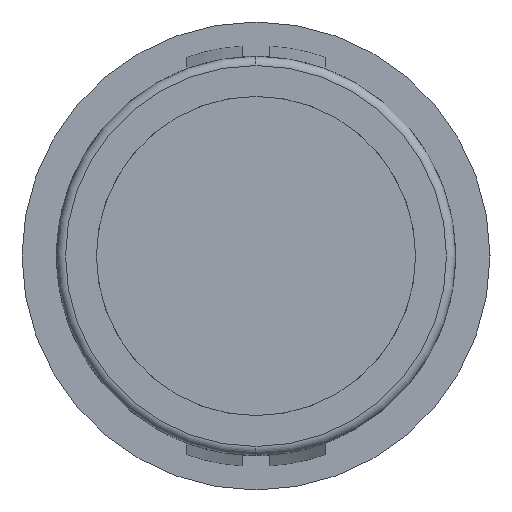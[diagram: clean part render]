
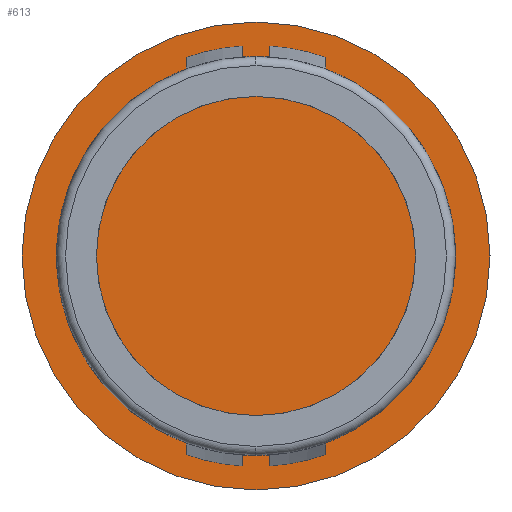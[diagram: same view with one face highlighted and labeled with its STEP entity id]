
A CAD part, front view. The second image highlights one B-rep face of the part: STEP entity #613.
In plain terms, the highlighted planar face has unit normal (0, -1, 0).
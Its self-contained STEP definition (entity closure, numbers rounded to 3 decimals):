
#5 = EDGE_CURVE ( 'NONE', #285, #357, #87, .T. ) ;
#14 = EDGE_CURVE ( 'NONE', #348, #283, #1316, .T. ) ;
#50 = ORIENTED_EDGE ( 'NONE', *, *, #647, .T. ) ;
#54 = ORIENTED_EDGE ( 'NONE', *, *, #1864, .F. ) ;
#56 = ORIENTED_EDGE ( 'NONE', *, *, #14, .T. ) ;
#58 = ORIENTED_EDGE ( 'NONE', *, *, #1614, .T. ) ;
#66 = ORIENTED_EDGE ( 'NONE', *, *, #1853, .T. ) ;
#87 = LINE ( 'NONE', #88, #1304 ) ;
#88 = CARTESIAN_POINT ( 'NONE',  ( -5.35, 0., -12.9 ) ) ;
#89 = DIRECTION ( 'NONE',  ( 0., 0., 1. ) ) ;
#111 = PLANE ( 'NONE',  #1628 ) ;
#112 = CARTESIAN_POINT ( 'NONE',  ( -11.6, 0., 0. ) ) ;
#113 = DIRECTION ( 'NONE',  ( 0., -1., 0. ) ) ;
#114 = DIRECTION ( 'NONE',  ( 0., 0., -1. ) ) ;
#218 = CARTESIAN_POINT ( 'NONE',  ( 0., 0., 0. ) ) ;
#225 = DIRECTION ( 'NONE',  ( 0., -1., 0. ) ) ;
#226 = DIRECTION ( 'NONE',  ( 0., 0., -1. ) ) ;
#283 = VERTEX_POINT ( 'NONE', #953 ) ;
#285 = VERTEX_POINT ( 'NONE', #955 ) ;
#295 = VERTEX_POINT ( 'NONE', #965 ) ;
#312 = VERTEX_POINT ( 'NONE', #982 ) ;
#317 = VERTEX_POINT ( 'NONE', #987 ) ;
#321 = VERTEX_POINT ( 'NONE', #991 ) ;
#345 = VERTEX_POINT ( 'NONE', #1015 ) ;
#348 = VERTEX_POINT ( 'NONE', #1018 ) ;
#357 = VERTEX_POINT ( 'NONE', #1027 ) ;
#358 = VERTEX_POINT ( 'NONE', #1028 ) ;
#446 = LINE ( 'NONE', #447, #1699 ) ;
#447 = CARTESIAN_POINT ( 'NONE',  ( -5.35, 0., -12.9 ) ) ;
#448 = DIRECTION ( 'NONE',  ( 0., 0., 1. ) ) ;
#484 = LINE ( 'NONE', #485, #1701 ) ;
#485 = CARTESIAN_POINT ( 'NONE',  ( 5.35, 0., -12.9 ) ) ;
#486 = DIRECTION ( 'NONE',  ( 0., 0., 1. ) ) ;
#573 = CIRCLE ( 'NONE', #1723, 8.8 ) ;
#577 = CIRCLE ( 'NONE', #1751, 12.9 ) ;
#613 = ADVANCED_FACE ( 'NONE', ( #1466, #1464, #1303 ), #111, .T. ) ;
#647 = EDGE_CURVE ( 'NONE', #321, #357, #573, .T. ) ;
#765 = CARTESIAN_POINT ( 'NONE',  ( 0., 0., 0. ) ) ;
#766 = DIRECTION ( 'NONE',  ( 0., 1., 0. ) ) ;
#767 = DIRECTION ( 'NONE',  ( 0., 0., -1. ) ) ;
#778 = CARTESIAN_POINT ( 'NONE',  ( 0., 0., 0. ) ) ;
#785 = DIRECTION ( 'NONE',  ( 0., 1., 0. ) ) ;
#786 = DIRECTION ( 'NONE',  ( 0., 0., -1. ) ) ;
#818 = CARTESIAN_POINT ( 'NONE',  ( 0., 0., 0. ) ) ;
#819 = DIRECTION ( 'NONE',  ( 0., 1., 0. ) ) ;
#820 = DIRECTION ( 'NONE',  ( 0., 0., 1. ) ) ;
#855 = VECTOR ( 'NONE', #1318, 1000. ) ;
#869 = ORIENTED_EDGE ( 'NONE', *, *, #5, .F. ) ;
#893 = ORIENTED_EDGE ( 'NONE', *, *, #1435, .F. ) ;
#911 = ORIENTED_EDGE ( 'NONE', *, *, #1848, .T. ) ;
#922 = ORIENTED_EDGE ( 'NONE', *, *, #1936, .T. ) ;
#953 = CARTESIAN_POINT ( 'NONE',  ( 5.35, 0., -6.987 ) ) ;
#955 = CARTESIAN_POINT ( 'NONE',  ( -5.35, 0., -9.611 ) ) ;
#965 = CARTESIAN_POINT ( 'NONE',  ( 0., 0., -12.9 ) ) ;
#982 = CARTESIAN_POINT ( 'NONE',  ( 0., 0., 12.9 ) ) ;
#987 = CARTESIAN_POINT ( 'NONE',  ( 5.35, 0., 9.611 ) ) ;
#991 = CARTESIAN_POINT ( 'NONE',  ( -5.35, 0., 6.987 ) ) ;
#1015 = CARTESIAN_POINT ( 'NONE',  ( -5.35, 0., 9.611 ) ) ;
#1018 = CARTESIAN_POINT ( 'NONE',  ( 5.35, 0., -9.611 ) ) ;
#1027 = CARTESIAN_POINT ( 'NONE',  ( -5.35, 0., -6.987 ) ) ;
#1028 = CARTESIAN_POINT ( 'NONE',  ( 5.35, 0., 6.987 ) ) ;
#1121 = CARTESIAN_POINT ( 'NONE',  ( 0., 0., 0. ) ) ;
#1122 = DIRECTION ( 'NONE',  ( 0., 1., 0. ) ) ;
#1123 = DIRECTION ( 'NONE',  ( 0., 0., 1. ) ) ;
#1303 = FACE_OUTER_BOUND ( 'NONE', #1413, .T. ) ;
#1304 = VECTOR ( 'NONE', #89, 1000. ) ;
#1316 = LINE ( 'NONE', #1317, #855 ) ;
#1317 = CARTESIAN_POINT ( 'NONE',  ( 5.35, 0., -12.9 ) ) ;
#1318 = DIRECTION ( 'NONE',  ( 0., 0., 1. ) ) ;
#1399 = EDGE_LOOP ( 'NONE', ( #58, #66, #56, #922 ) ) ;
#1413 = EDGE_LOOP ( 'NONE', ( #54, #893 ) ) ;
#1422 = EDGE_LOOP ( 'NONE', ( #869, #911, #1837, #50 ) ) ;
#1435 = EDGE_CURVE ( 'NONE', #295, #312, #577, .T. ) ;
#1464 = FACE_BOUND ( 'NONE', #1399, .T. ) ;
#1466 = FACE_BOUND ( 'NONE', #1422, .T. ) ;
#1502 = CARTESIAN_POINT ( 'NONE',  ( 0., 0., 0. ) ) ;
#1509 = DIRECTION ( 'NONE',  ( 0., -1., 0. ) ) ;
#1510 = DIRECTION ( 'NONE',  ( 0., 0., -1. ) ) ;
#1610 = EDGE_CURVE ( 'NONE', #321, #345, #446, .T. ) ;
#1614 = EDGE_CURVE ( 'NONE', #358, #317, #484, .T. ) ;
#1628 = AXIS2_PLACEMENT_3D ( 'NONE', #112, #113, #114 ) ;
#1663 = CIRCLE ( 'NONE', #1708, 11. ) ;
#1665 = CIRCLE ( 'NONE', #1712, 11. ) ;
#1668 = CIRCLE ( 'NONE', #1715, 12.9 ) ;
#1669 = CIRCLE ( 'NONE', #1884, 8.8 ) ;
#1699 = VECTOR ( 'NONE', #448, 1000. ) ;
#1701 = VECTOR ( 'NONE', #486, 1000. ) ;
#1708 = AXIS2_PLACEMENT_3D ( 'NONE', #765, #766, #767 ) ;
#1712 = AXIS2_PLACEMENT_3D ( 'NONE', #778, #785, #786 ) ;
#1715 = AXIS2_PLACEMENT_3D ( 'NONE', #818, #819, #820 ) ;
#1723 = AXIS2_PLACEMENT_3D ( 'NONE', #218, #225, #226 ) ;
#1751 = AXIS2_PLACEMENT_3D ( 'NONE', #1121, #1122, #1123 ) ;
#1837 = ORIENTED_EDGE ( 'NONE', *, *, #1610, .F. ) ;
#1848 = EDGE_CURVE ( 'NONE', #285, #345, #1663, .T. ) ;
#1853 = EDGE_CURVE ( 'NONE', #317, #348, #1665, .T. ) ;
#1864 = EDGE_CURVE ( 'NONE', #312, #295, #1668, .T. ) ;
#1884 = AXIS2_PLACEMENT_3D ( 'NONE', #1502, #1509, #1510 ) ;
#1936 = EDGE_CURVE ( 'NONE', #283, #358, #1669, .T. ) ;
